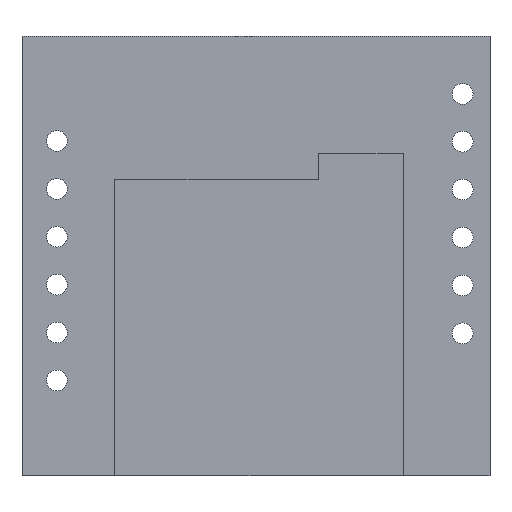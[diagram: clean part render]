
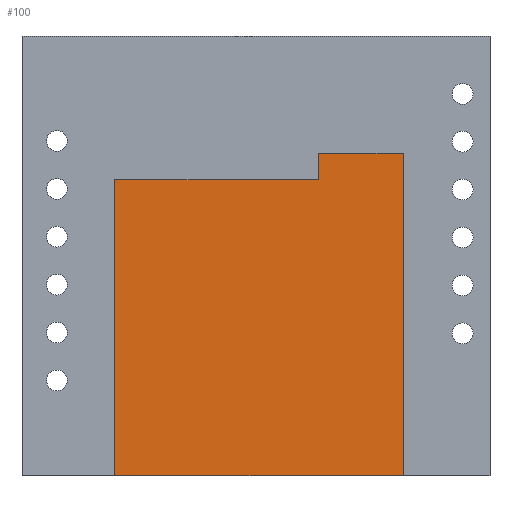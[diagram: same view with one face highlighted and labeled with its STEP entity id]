
A CAD part, front view. The second image highlights one B-rep face of the part: STEP entity #100.
In plain terms, the highlighted planar face has unit normal (0, -1, 0).
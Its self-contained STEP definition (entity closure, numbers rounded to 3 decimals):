
#24 = DIRECTION ( 'NONE',  ( 0., 0., -1. ) ) ;
#51 = CARTESIAN_POINT ( 'NONE',  ( 4.92, -1.4, 0. ) ) ;
#67 = VERTEX_POINT ( 'NONE', #778 ) ;
#100 = ADVANCED_FACE ( 'NONE', ( #168 ), #1139, .T. ) ;
#139 = EDGE_CURVE ( 'NONE', #742, #1326, #435, .T. ) ;
#168 = FACE_OUTER_BOUND ( 'NONE', #1377, .T. ) ;
#177 = VECTOR ( 'NONE', #1564, 1000. ) ;
#224 = DIRECTION ( 'NONE',  ( 1., 0., 0. ) ) ;
#291 = DIRECTION ( 'NONE',  ( 0., -1., 0. ) ) ;
#353 = EDGE_CURVE ( 'NONE', #67, #418, #606, .T. ) ;
#407 = VECTOR ( 'NONE', #893, 1000. ) ;
#418 = VERTEX_POINT ( 'NONE', #861 ) ;
#435 = LINE ( 'NONE', #1013, #407 ) ;
#441 = VECTOR ( 'NONE', #892, 1000. ) ;
#448 = LINE ( 'NONE', #801, #177 ) ;
#458 = LINE ( 'NONE', #949, #518 ) ;
#466 = AXIS2_PLACEMENT_3D ( 'NONE', #798, #291, #24 ) ;
#486 = VERTEX_POINT ( 'NONE', #628 ) ;
#518 = VECTOR ( 'NONE', #1449, 1000. ) ;
#543 = VECTOR ( 'NONE', #1195, 1000. ) ;
#563 = EDGE_CURVE ( 'NONE', #67, #486, #1442, .T. ) ;
#568 = CARTESIAN_POINT ( 'NONE',  ( 0., -1.4, -7.6 ) ) ;
#606 = LINE ( 'NONE', #568, #1188 ) ;
#616 = CARTESIAN_POINT ( 'NONE',  ( 15.72, -1.4, -6.2 ) ) ;
#628 = CARTESIAN_POINT ( 'NONE',  ( 4.92, -1.4, -23.3 ) ) ;
#633 = EDGE_CURVE ( 'NONE', #486, #845, #458, .T. ) ;
#644 = CARTESIAN_POINT ( 'NONE',  ( 15.72, -1.4, 0. ) ) ;
#691 = EDGE_CURVE ( 'NONE', #418, #1326, #1382, .T. ) ;
#742 = VERTEX_POINT ( 'NONE', #1036 ) ;
#778 = CARTESIAN_POINT ( 'NONE',  ( 4.92, -1.4, -7.6 ) ) ;
#798 = CARTESIAN_POINT ( 'NONE',  ( 0., -1.4, 0. ) ) ;
#801 = CARTESIAN_POINT ( 'NONE',  ( 20.22, -1.4, 0. ) ) ;
#829 = ORIENTED_EDGE ( 'NONE', *, *, #1118, .F. ) ;
#844 = CARTESIAN_POINT ( 'NONE',  ( 20.22, -1.4, -23.3 ) ) ;
#845 = VERTEX_POINT ( 'NONE', #844 ) ;
#861 = CARTESIAN_POINT ( 'NONE',  ( 15.72, -1.4, -7.6 ) ) ;
#869 = ORIENTED_EDGE ( 'NONE', *, *, #691, .F. ) ;
#892 = DIRECTION ( 'NONE',  ( 0., 0., 1. ) ) ;
#893 = DIRECTION ( 'NONE',  ( -1., 0., 0. ) ) ;
#949 = CARTESIAN_POINT ( 'NONE',  ( 0., -1.4, -23.3 ) ) ;
#1013 = CARTESIAN_POINT ( 'NONE',  ( 0., -1.4, -6.2 ) ) ;
#1036 = CARTESIAN_POINT ( 'NONE',  ( 20.22, -1.4, -6.2 ) ) ;
#1118 = EDGE_CURVE ( 'NONE', #742, #845, #448, .T. ) ;
#1139 = PLANE ( 'NONE',  #466 ) ;
#1172 = ORIENTED_EDGE ( 'NONE', *, *, #353, .F. ) ;
#1188 = VECTOR ( 'NONE', #224, 1000. ) ;
#1195 = DIRECTION ( 'NONE',  ( 0., 0., -1. ) ) ;
#1208 = ORIENTED_EDGE ( 'NONE', *, *, #633, .T. ) ;
#1326 = VERTEX_POINT ( 'NONE', #616 ) ;
#1377 = EDGE_LOOP ( 'NONE', ( #829, #1470, #869, #1172, #1390, #1208 ) ) ;
#1382 = LINE ( 'NONE', #644, #441 ) ;
#1390 = ORIENTED_EDGE ( 'NONE', *, *, #563, .T. ) ;
#1442 = LINE ( 'NONE', #51, #543 ) ;
#1449 = DIRECTION ( 'NONE',  ( 1., 0., 0. ) ) ;
#1470 = ORIENTED_EDGE ( 'NONE', *, *, #139, .T. ) ;
#1564 = DIRECTION ( 'NONE',  ( 0., 0., -1. ) ) ;
